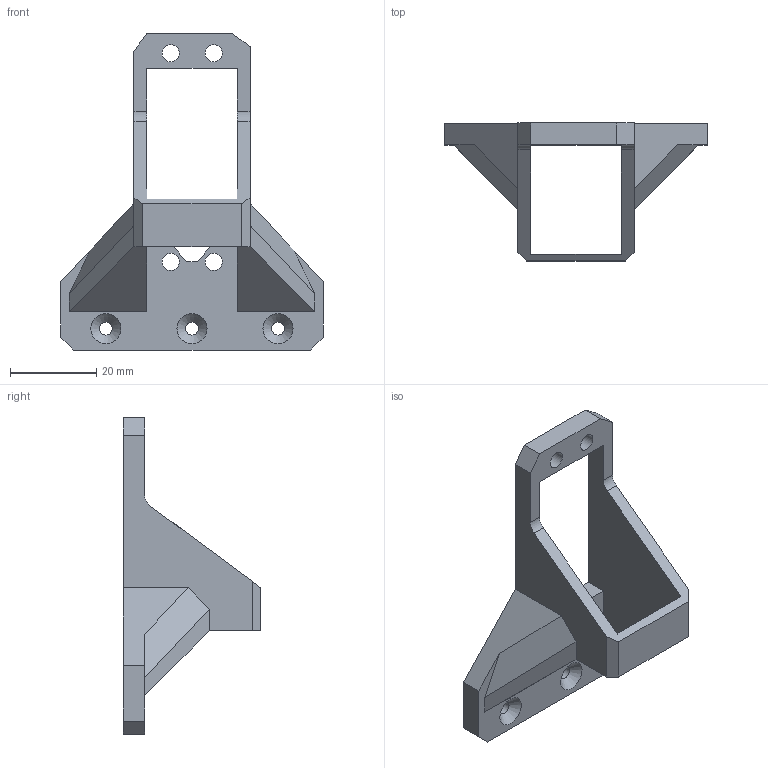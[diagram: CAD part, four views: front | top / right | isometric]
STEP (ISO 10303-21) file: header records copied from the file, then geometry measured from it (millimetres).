
FILE_DESCRIPTION(/* description */ (''),/* implementation_level */ '2;1');
FILE_NAME(/* name */ 'Servo_holder_180mm v12.step',/* time_stamp */ '2022-10-05T09:45:25+02:00',/* author */ (''),/* organization */ (''),/* preprocessor_version */ 'ST-DEVELOPER v19',/* originating_system */ 'Autodesk Translation Framework v11.7.0.108',/* authorisation */ '');
FILE_SCHEMA (('AUTOMOTIVE_DESIGN { 1 0 10303 214 3 1 1 }'));
Length unit declared in the file: millimetre
Products named in the file (1): Servo_holder_180mm
Bounding box: 61 x 32 x 73.5 mm (x, y, z)
Volume: 16365.9 mm3; surface area: 9158.9 mm2
Topology: 1 solids, 1 shells, 51 faces, 151 edges, 99 vertices
Faces by surface type: plane 37, cylinder 11, cone 3
Full cylindrical faces by diameter (mm): 3 x3, 4 x4
Entity records: 1759 total; most frequent: ORIENTED_EDGE 302, CARTESIAN_POINT 302, DIRECTION 280, EDGE_CURVE 151, LINE 126, VECTOR 126, VERTEX_POINT 99, AXIS2_PLACEMENT_3D 77
